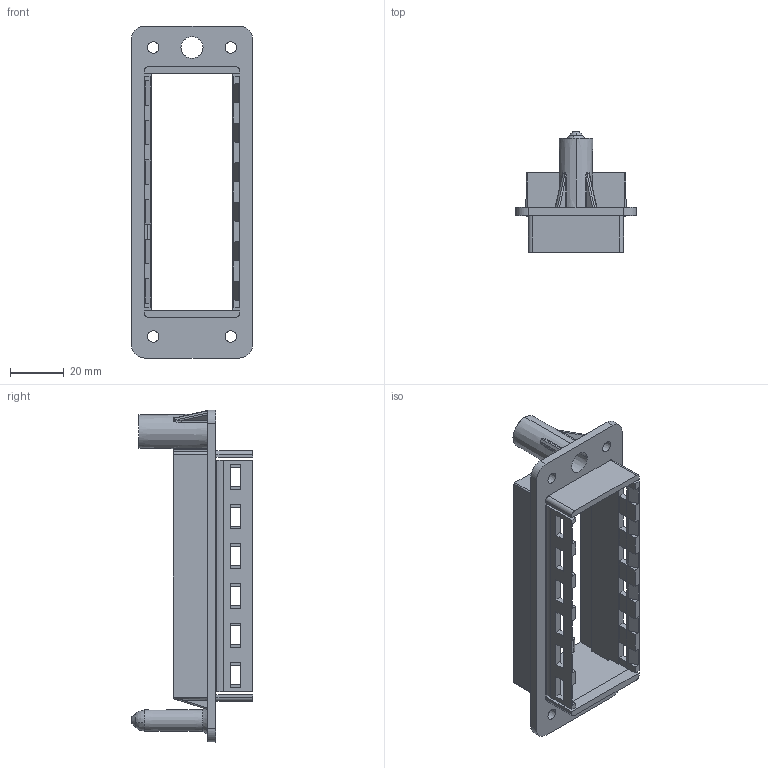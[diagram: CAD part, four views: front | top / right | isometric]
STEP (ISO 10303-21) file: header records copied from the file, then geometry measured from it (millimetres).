
FILE_DESCRIPTION((''),'2;1');
FILE_NAME('3D_1110241001501-HF24B_P-MADK_V','2023-03-29T',('lj.zou'),(''),'PRO/ENGINEER BY PARAMETRIC TECHNOLOGY CORPORATION, 2012480','PRO/ENGINEER BY PARAMETRIC TECHNOLOGY CORPORATION, 2012480','');
FILE_SCHEMA(('CONFIG_CONTROL_DESIGN'));
Length unit declared in the file: millimetre
Products named in the file (1): 3D_1110241001501-HF24B_P-MADK_V
Bounding box: 45 x 45.2 x 123.4 mm (x, y, z)
Volume: 25777.2 mm3; surface area: 22756.4 mm2
Topology: 1 solids, 1 shells, 227 faces, 678 edges, 441 vertices
Faces by surface type: plane 146, cylinder 37, cone 22, bspline 12, torus 10
Entity records: 13619 total; most frequent: CARTESIAN_POINT 3894, ORIENTED_EDGE 1352, DIRECTION 1123, PRESENTATION_STYLE_ASSIGNMENT 904, STYLED_ITEM 677, CURVE_STYLE 676, EDGE_CURVE 676, VECTOR 463
